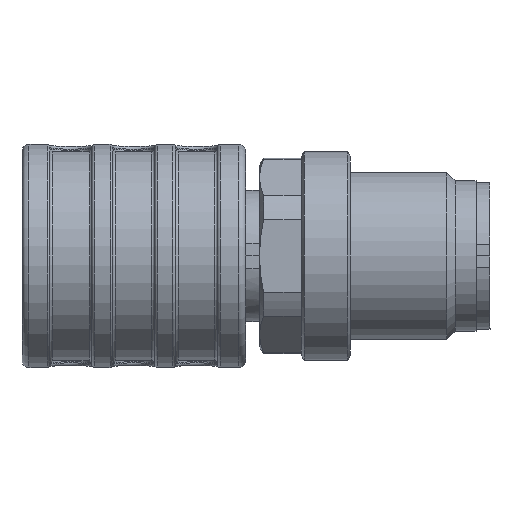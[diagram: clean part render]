
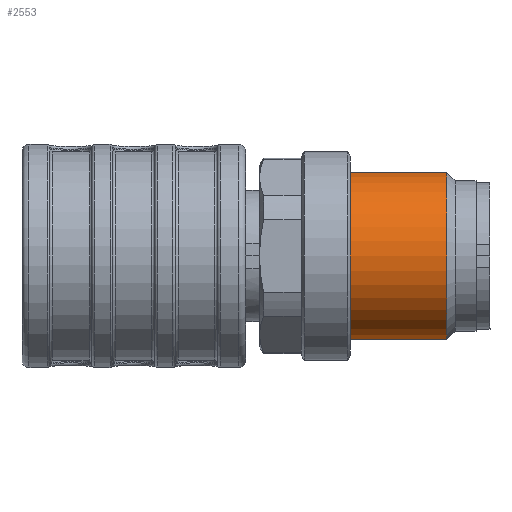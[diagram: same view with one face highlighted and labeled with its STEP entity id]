
A CAD part, front view. The second image highlights one B-rep face of the part: STEP entity #2553.
In plain terms, the highlighted cylindrical face has radius 6 mm (diameter 12 mm), a full revolution.
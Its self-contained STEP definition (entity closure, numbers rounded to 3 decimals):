
#2553=ADVANCED_FACE('',(#3077,#3078),#2819,.T.);
#2819=CYLINDRICAL_SURFACE('',#9826,6.);
#3077=FACE_BOUND('',#3612,.T.);
#3078=FACE_BOUND('',#3613,.T.);
#3612=EDGE_LOOP('',(#5602));
#3613=EDGE_LOOP('',(#5603));
#5602=ORIENTED_EDGE('',*,*,#8174,.F.);
#5603=ORIENTED_EDGE('',*,*,#8175,.T.);
#7009=VERTEX_POINT('',#16947);
#7010=VERTEX_POINT('',#16950);
#8174=EDGE_CURVE('',#7009,#7009,#8908,.T.);
#8175=EDGE_CURVE('',#7010,#7010,#8909,.T.);
#8908=CIRCLE('',#9823,6.);
#8909=CIRCLE('',#9825,6.);
#9823=AXIS2_PLACEMENT_3D('',#16946,#11982,#11983);
#9825=AXIS2_PLACEMENT_3D('',#16949,#11986,#11987);
#9826=AXIS2_PLACEMENT_3D('',#16951,#11988,#11989);
#11982=DIRECTION('',(1.,0.,0.));
#11983=DIRECTION('',(0.,0.5,0.866));
#11986=DIRECTION('',(1.,0.,0.));
#11987=DIRECTION('',(0.,0.5,0.866));
#11988=DIRECTION('',(1.,0.,0.));
#11989=DIRECTION('',(0.,-0.5,-0.866));
#16946=CARTESIAN_POINT('',(72.4,45.5,0.));
#16947=CARTESIAN_POINT('',(72.4,48.5,5.196));
#16949=CARTESIAN_POINT('',(65.5,45.5,0.));
#16950=CARTESIAN_POINT('',(65.5,48.5,5.196));
#16951=CARTESIAN_POINT('',(74.5,45.5,0.));
